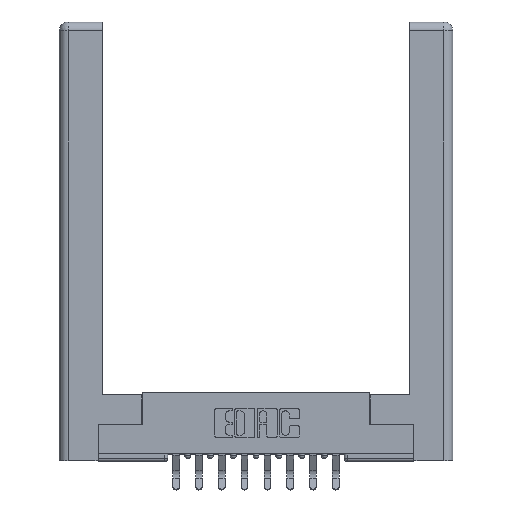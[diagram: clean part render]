
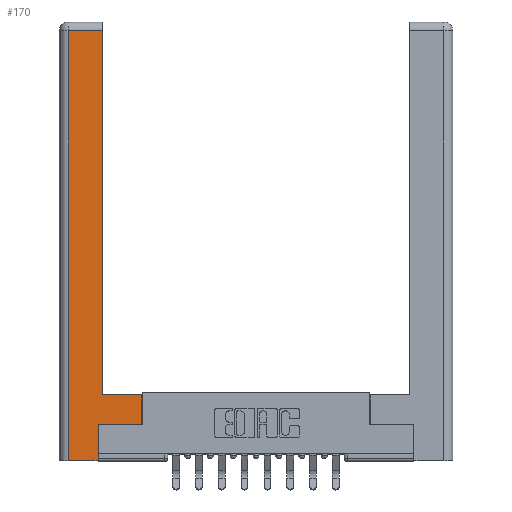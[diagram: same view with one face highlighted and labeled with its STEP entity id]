
A CAD part, top view. The second image highlights one B-rep face of the part: STEP entity #170.
In plain terms, the highlighted planar face has unit normal (0, 0, 1).
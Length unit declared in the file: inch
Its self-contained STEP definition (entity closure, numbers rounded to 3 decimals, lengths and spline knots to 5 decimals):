
#118 = EDGE_CURVE ( 'NONE', #156, #489, #5549, .T. ) ;
#156 = VERTEX_POINT ( 'NONE', #8902 ) ;
#170 = ADVANCED_FACE ( 'NONE', ( #4486 ), #12308, .F. ) ;
#221 = VECTOR ( 'NONE', #10781, 39.37008 ) ;
#489 = VERTEX_POINT ( 'NONE', #1153 ) ;
#914 = DIRECTION ( 'NONE',  ( 1., 0., 0. ) ) ;
#1107 = VECTOR ( 'NONE', #6917, 39.37008 ) ;
#1145 = EDGE_LOOP ( 'NONE', ( #11809, #3860, #6028, #4133, #2804, #4781, #6891, #4869 ) ) ;
#1153 = CARTESIAN_POINT ( 'NONE',  ( 0.565, 0.45, 0. ) ) ;
#1376 = DIRECTION ( 'NONE',  ( -1., 0., 0. ) ) ;
#1572 = DIRECTION ( 'NONE',  ( 0., 1., 0. ) ) ;
#2116 = CARTESIAN_POINT ( 'NONE',  ( 0.295, 2.94, 0. ) ) ;
#2248 = CARTESIAN_POINT ( 'NONE',  ( 0.265, 0.245, 0. ) ) ;
#2305 = CARTESIAN_POINT ( 'NONE',  ( 0.0615, 2.94, 0. ) ) ;
#2569 = DIRECTION ( 'NONE',  ( 0., 0., -1. ) ) ;
#2724 = EDGE_CURVE ( 'NONE', #6582, #3834, #9053, .T. ) ;
#2804 = ORIENTED_EDGE ( 'NONE', *, *, #9179, .T. ) ;
#3025 = CARTESIAN_POINT ( 'NONE',  ( 0.565, 0.245, 0. ) ) ;
#3127 = VERTEX_POINT ( 'NONE', #2116 ) ;
#3199 = LINE ( 'NONE', #10812, #12915 ) ;
#3793 = EDGE_CURVE ( 'NONE', #3127, #10701, #10852, .T. ) ;
#3834 = VERTEX_POINT ( 'NONE', #8853 ) ;
#3860 = ORIENTED_EDGE ( 'NONE', *, *, #3793, .T. ) ;
#4133 = ORIENTED_EDGE ( 'NONE', *, *, #2724, .T. ) ;
#4322 = VECTOR ( 'NONE', #8971, 39.37008 ) ;
#4402 = CARTESIAN_POINT ( 'NONE',  ( 0.295, 0.45, 0. ) ) ;
#4486 = FACE_OUTER_BOUND ( 'NONE', #1145, .T. ) ;
#4781 = ORIENTED_EDGE ( 'NONE', *, *, #7660, .T. ) ;
#4869 = ORIENTED_EDGE ( 'NONE', *, *, #8164, .T. ) ;
#5216 = LINE ( 'NONE', #3025, #7819 ) ;
#5549 = LINE ( 'NONE', #12382, #4322 ) ;
#5679 = LINE ( 'NONE', #6681, #13989 ) ;
#5937 = CARTESIAN_POINT ( 'NONE',  ( 0.0615, 2.94, 0. ) ) ;
#6028 = ORIENTED_EDGE ( 'NONE', *, *, #13125, .T. ) ;
#6046 = LINE ( 'NONE', #6188, #10398 ) ;
#6188 = CARTESIAN_POINT ( 'NONE',  ( 0.295, 3., 0. ) ) ;
#6582 = VERTEX_POINT ( 'NONE', #9781 ) ;
#6585 = DIRECTION ( 'NONE',  ( 0., 1., 0. ) ) ;
#6681 = CARTESIAN_POINT ( 'NONE',  ( 0.295, 0.45, 0. ) ) ;
#6833 = CARTESIAN_POINT ( 'NONE',  ( 0., 0., 0. ) ) ;
#6891 = ORIENTED_EDGE ( 'NONE', *, *, #118, .T. ) ;
#6917 = DIRECTION ( 'NONE',  ( 1., 0., 0. ) ) ;
#6974 = VERTEX_POINT ( 'NONE', #4402 ) ;
#7660 = EDGE_CURVE ( 'NONE', #8573, #156, #5216, .T. ) ;
#7819 = VECTOR ( 'NONE', #914, 39.37008 ) ;
#8164 = EDGE_CURVE ( 'NONE', #489, #6974, #5679, .T. ) ;
#8573 = VERTEX_POINT ( 'NONE', #11805 ) ;
#8673 = DIRECTION ( 'NONE',  ( 0., -1., 0. ) ) ;
#8825 = DIRECTION ( 'NONE',  ( -1., 0., 0. ) ) ;
#8853 = CARTESIAN_POINT ( 'NONE',  ( 0.265, 0., 0. ) ) ;
#8902 = CARTESIAN_POINT ( 'NONE',  ( 0.565, 0.245, 0. ) ) ;
#8971 = DIRECTION ( 'NONE',  ( 0., 1., 0. ) ) ;
#9053 = LINE ( 'NONE', #13412, #1107 ) ;
#9179 = EDGE_CURVE ( 'NONE', #3834, #8573, #11987, .T. ) ;
#9781 = CARTESIAN_POINT ( 'NONE',  ( 0.0615, 0., 0. ) ) ;
#10398 = VECTOR ( 'NONE', #1572, 39.37008 ) ;
#10701 = VERTEX_POINT ( 'NONE', #5937 ) ;
#10781 = DIRECTION ( 'NONE',  ( -1., 0., 0. ) ) ;
#10812 = CARTESIAN_POINT ( 'NONE',  ( 0.0615, 0., 0. ) ) ;
#10852 = LINE ( 'NONE', #2305, #221 ) ;
#11227 = VECTOR ( 'NONE', #6585, 39.37008 ) ;
#11792 = EDGE_CURVE ( 'NONE', #6974, #3127, #6046, .T. ) ;
#11805 = CARTESIAN_POINT ( 'NONE',  ( 0.265, 0.245, 0. ) ) ;
#11809 = ORIENTED_EDGE ( 'NONE', *, *, #11792, .T. ) ;
#11987 = LINE ( 'NONE', #2248, #11227 ) ;
#12308 = PLANE ( 'NONE',  #13903 ) ;
#12382 = CARTESIAN_POINT ( 'NONE',  ( 0.565, 0.45, 0. ) ) ;
#12915 = VECTOR ( 'NONE', #8673, 39.37008 ) ;
#13125 = EDGE_CURVE ( 'NONE', #10701, #6582, #3199, .T. ) ;
#13412 = CARTESIAN_POINT ( 'NONE',  ( 0.265, 0., 0. ) ) ;
#13903 = AXIS2_PLACEMENT_3D ( 'NONE', #6833, #2569, #1376 ) ;
#13989 = VECTOR ( 'NONE', #8825, 39.37008 ) ;
